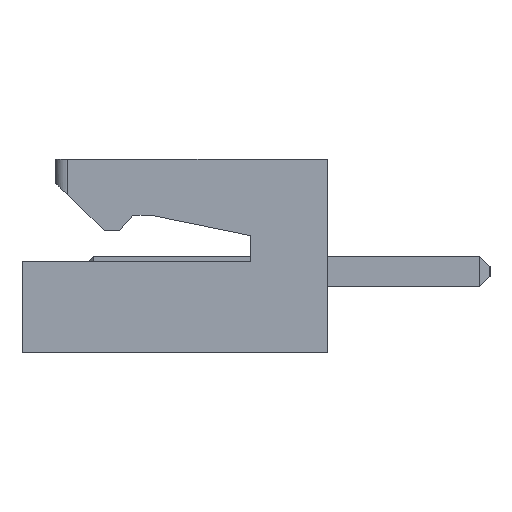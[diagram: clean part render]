
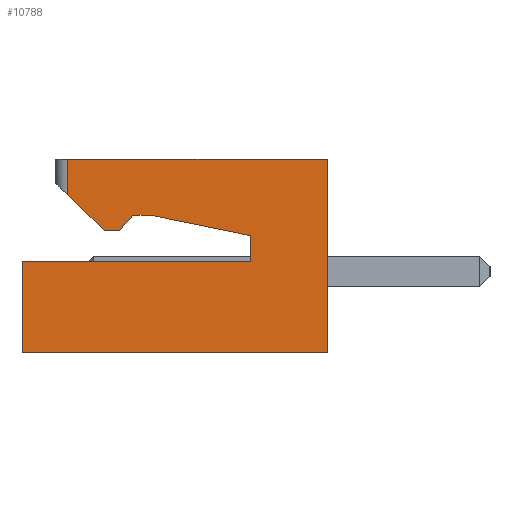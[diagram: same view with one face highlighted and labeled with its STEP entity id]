
A CAD part, left-side view. The second image highlights one B-rep face of the part: STEP entity #10788.
In plain terms, the highlighted planar face has unit normal (-1, 0, 0).
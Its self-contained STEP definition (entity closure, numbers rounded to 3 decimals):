
#9 = CARTESIAN_POINT ( 'NONE',  ( -2.5, 6., 2.2 ) ) ;
#91 = LINE ( 'NONE', #9, #2406 ) ;
#237 = EDGE_CURVE ( 'NONE', #3647, #8831, #13830, .T. ) ;
#262 = EDGE_CURVE ( 'NONE', #7107, #3647, #15300, .T. ) ;
#330 = DIRECTION ( 'NONE',  ( 0., 0.98, 0.2 ) ) ;
#376 = VECTOR ( 'NONE', #1655, 1000. ) ;
#507 = CARTESIAN_POINT ( 'NONE',  ( -2.5, 1.5, 0.7 ) ) ;
#991 = VECTOR ( 'NONE', #3155, 1000. ) ;
#1036 = PLANE ( 'NONE',  #9439 ) ;
#1527 = VECTOR ( 'NONE', #13423, 1000. ) ;
#1655 = DIRECTION ( 'NONE',  ( 0., 0., 1. ) ) ;
#1818 = ORIENTED_EDGE ( 'NONE', *, *, #6764, .F. ) ;
#2121 = CARTESIAN_POINT ( 'NONE',  ( -2.5, 6., 0.2 ) ) ;
#2269 = DIRECTION ( 'NONE',  ( 0., 0., -1. ) ) ;
#2331 = LINE ( 'NONE', #10910, #3649 ) ;
#2406 = VECTOR ( 'NONE', #13509, 1000. ) ;
#2924 = ORIENTED_EDGE ( 'NONE', *, *, #262, .T. ) ;
#3109 = VERTEX_POINT ( 'NONE', #7019 ) ;
#3155 = DIRECTION ( 'NONE',  ( 0., 0., 1. ) ) ;
#3378 = ORIENTED_EDGE ( 'NONE', *, *, #9020, .F. ) ;
#3457 = CARTESIAN_POINT ( 'NONE',  ( -2.5, 6., 0.2 ) ) ;
#3510 = CARTESIAN_POINT ( 'NONE',  ( -2.5, 6., -1.6 ) ) ;
#3525 = CARTESIAN_POINT ( 'NONE',  ( -2.5, 6., -1.6 ) ) ;
#3647 = VERTEX_POINT ( 'NONE', #8954 ) ;
#3649 = VECTOR ( 'NONE', #14920, 1000. ) ;
#3777 = CARTESIAN_POINT ( 'NONE',  ( -2.5, 3.821, 1.1 ) ) ;
#3995 = EDGE_CURVE ( 'NONE', #17667, #6981, #11882, .T. ) ;
#4031 = ORIENTED_EDGE ( 'NONE', *, *, #16940, .F. ) ;
#4122 = VECTOR ( 'NONE', #16053, 1000. ) ;
#4503 = EDGE_LOOP ( 'NONE', ( #4031, #6600, #16426, #6678, #12691, #8757, #1818, #12521, #10581, #3378, #2924, #4659 ) ) ;
#4659 = ORIENTED_EDGE ( 'NONE', *, *, #237, .T. ) ;
#5516 = CARTESIAN_POINT ( 'NONE',  ( -2.5, 4.086, 0.8 ) ) ;
#5720 = CARTESIAN_POINT ( 'NONE',  ( -2.5, 3.46, 1.1 ) ) ;
#6135 = LINE ( 'NONE', #2121, #10844 ) ;
#6189 = DIRECTION ( 'NONE',  ( 1., 0., 0. ) ) ;
#6600 = ORIENTED_EDGE ( 'NONE', *, *, #9927, .F. ) ;
#6678 = ORIENTED_EDGE ( 'NONE', *, *, #14153, .F. ) ;
#6764 = EDGE_CURVE ( 'NONE', #6981, #12389, #10122, .T. ) ;
#6881 = VERTEX_POINT ( 'NONE', #3457 ) ;
#6981 = VERTEX_POINT ( 'NONE', #10721 ) ;
#7019 = CARTESIAN_POINT ( 'NONE',  ( -2.5, 4.386, 0.8 ) ) ;
#7107 = VERTEX_POINT ( 'NONE', #3525 ) ;
#8261 = CARTESIAN_POINT ( 'NONE',  ( -2.5, 6., -1.6 ) ) ;
#8358 = LINE ( 'NONE', #16819, #991 ) ;
#8416 = VERTEX_POINT ( 'NONE', #10024 ) ;
#8634 = CARTESIAN_POINT ( 'NONE',  ( -2.5, 1.5, 0.2 ) ) ;
#8757 = ORIENTED_EDGE ( 'NONE', *, *, #17096, .F. ) ;
#8831 = VERTEX_POINT ( 'NONE', #14883 ) ;
#8954 = CARTESIAN_POINT ( 'NONE',  ( -2.5, 0., -1.6 ) ) ;
#9020 = EDGE_CURVE ( 'NONE', #7107, #6881, #9147, .T. ) ;
#9050 = CARTESIAN_POINT ( 'NONE',  ( -2.5, 6., -1.6 ) ) ;
#9074 = CARTESIAN_POINT ( 'NONE',  ( -2.5, 3.821, 1.1 ) ) ;
#9147 = LINE ( 'NONE', #3510, #12740 ) ;
#9439 = AXIS2_PLACEMENT_3D ( 'NONE', #9050, #6189, #2269 ) ;
#9642 = EDGE_CURVE ( 'NONE', #10655, #14215, #12425, .T. ) ;
#9749 = LINE ( 'NONE', #16976, #10827 ) ;
#9762 = CARTESIAN_POINT ( 'NONE',  ( -2.5, 0., -1.6 ) ) ;
#9927 = EDGE_CURVE ( 'NONE', #14842, #8416, #8358, .T. ) ;
#10024 = CARTESIAN_POINT ( 'NONE',  ( -2.5, 5.1, 2.2 ) ) ;
#10122 = LINE ( 'NONE', #507, #16875 ) ;
#10525 = CARTESIAN_POINT ( 'NONE',  ( -2.5, 1.5, 0.2 ) ) ;
#10581 = ORIENTED_EDGE ( 'NONE', *, *, #13764, .F. ) ;
#10655 = VERTEX_POINT ( 'NONE', #9074 ) ;
#10721 = CARTESIAN_POINT ( 'NONE',  ( -2.5, 1.5, 0.7 ) ) ;
#10788 = ADVANCED_FACE ( 'NONE', ( #11560 ), #1036, .F. ) ;
#10827 = VECTOR ( 'NONE', #12903, 1000. ) ;
#10844 = VECTOR ( 'NONE', #17127, 1000. ) ;
#10910 = CARTESIAN_POINT ( 'NONE',  ( -2.5, 5.1, 1.5 ) ) ;
#11099 = EDGE_CURVE ( 'NONE', #3109, #14842, #2331, .T. ) ;
#11104 = DIRECTION ( 'NONE',  ( 0., -1., 0. ) ) ;
#11560 = FACE_OUTER_BOUND ( 'NONE', #4503, .T. ) ;
#11620 = CARTESIAN_POINT ( 'NONE',  ( -2.5, 4.086, 0.8 ) ) ;
#11758 = LINE ( 'NONE', #3777, #12092 ) ;
#11882 = LINE ( 'NONE', #10525, #4122 ) ;
#12092 = VECTOR ( 'NONE', #14499, 1000. ) ;
#12389 = VERTEX_POINT ( 'NONE', #5720 ) ;
#12425 = LINE ( 'NONE', #5516, #1527 ) ;
#12521 = ORIENTED_EDGE ( 'NONE', *, *, #3995, .F. ) ;
#12691 = ORIENTED_EDGE ( 'NONE', *, *, #9642, .F. ) ;
#12740 = VECTOR ( 'NONE', #12943, 1000. ) ;
#12903 = DIRECTION ( 'NONE',  ( 0., 1., 0. ) ) ;
#12943 = DIRECTION ( 'NONE',  ( 0., 0., 1. ) ) ;
#13423 = DIRECTION ( 'NONE',  ( 0., 0.661, -0.75 ) ) ;
#13509 = DIRECTION ( 'NONE',  ( 0., -1., 0. ) ) ;
#13764 = EDGE_CURVE ( 'NONE', #6881, #17667, #6135, .T. ) ;
#13830 = LINE ( 'NONE', #9762, #376 ) ;
#14153 = EDGE_CURVE ( 'NONE', #14215, #3109, #9749, .T. ) ;
#14215 = VERTEX_POINT ( 'NONE', #11620 ) ;
#14499 = DIRECTION ( 'NONE',  ( 0., 1., 0. ) ) ;
#14842 = VERTEX_POINT ( 'NONE', #17188 ) ;
#14883 = CARTESIAN_POINT ( 'NONE',  ( -2.5, 0., 2.2 ) ) ;
#14920 = DIRECTION ( 'NONE',  ( 0., 0.714, 0.7 ) ) ;
#14994 = VECTOR ( 'NONE', #11104, 1000. ) ;
#15300 = LINE ( 'NONE', #8261, #14994 ) ;
#16053 = DIRECTION ( 'NONE',  ( 0., 0., 1. ) ) ;
#16426 = ORIENTED_EDGE ( 'NONE', *, *, #11099, .F. ) ;
#16819 = CARTESIAN_POINT ( 'NONE',  ( -2.5, 5.1, 2.2 ) ) ;
#16875 = VECTOR ( 'NONE', #330, 1000. ) ;
#16940 = EDGE_CURVE ( 'NONE', #8416, #8831, #91, .T. ) ;
#16976 = CARTESIAN_POINT ( 'NONE',  ( -2.5, 4.386, 0.8 ) ) ;
#17096 = EDGE_CURVE ( 'NONE', #12389, #10655, #11758, .T. ) ;
#17127 = DIRECTION ( 'NONE',  ( 0., -1., 0. ) ) ;
#17188 = CARTESIAN_POINT ( 'NONE',  ( -2.5, 5.1, 1.5 ) ) ;
#17667 = VERTEX_POINT ( 'NONE', #8634 ) ;
